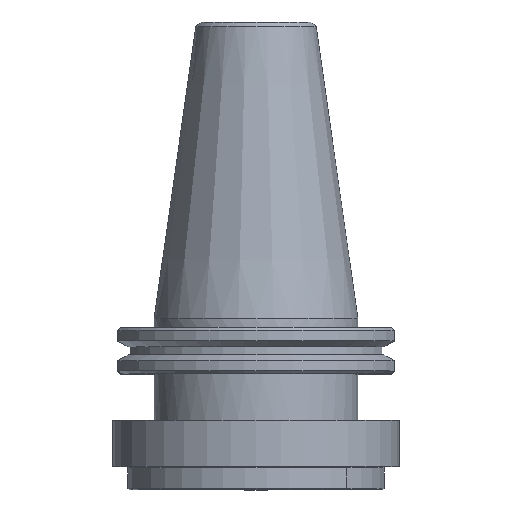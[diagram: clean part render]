
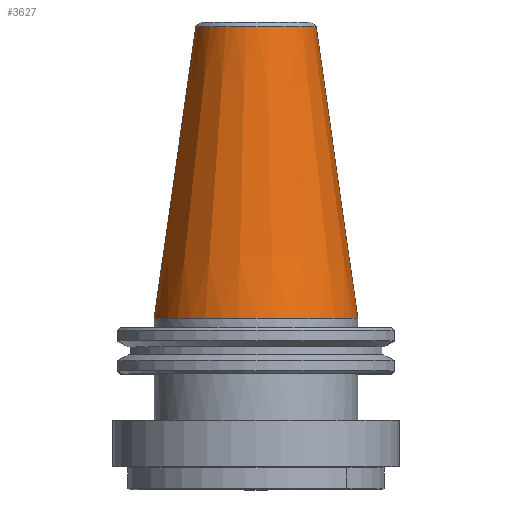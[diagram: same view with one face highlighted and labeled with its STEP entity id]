
A CAD part, top view. The second image highlights one B-rep face of the part: STEP entity #3627.
In plain terms, the highlighted conical face has half-angle 8.131 degrees and reference radius 34.925 mm.
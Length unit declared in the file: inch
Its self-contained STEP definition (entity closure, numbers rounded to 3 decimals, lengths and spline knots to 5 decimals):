
#95 = CIRCLE ( 'NONE', #3102, 0.81235 ) ;
#218 = EDGE_CURVE ( 'NONE', #8469, #3704, #1701, .T. ) ;
#535 = FACE_OUTER_BOUND ( 'NONE', #2850, .T. ) ;
#694 = EDGE_CURVE ( 'NONE', #6467, #5252, #5406, .T. ) ;
#1235 = DIRECTION ( 'NONE',  ( -0.141, -0.99, 0. ) ) ;
#1485 = VECTOR ( 'NONE', #1235, 39.37008 ) ;
#1505 = AXIS2_PLACEMENT_3D ( 'NONE', #3294, #1902, #5407 ) ;
#1701 = LINE ( 'NONE', #7654, #1485 ) ;
#1805 = DIRECTION ( 'NONE',  ( 0., -1., 0. ) ) ;
#1902 = DIRECTION ( 'NONE',  ( 0., -1., 0. ) ) ;
#1919 = EDGE_CURVE ( 'NONE', #6467, #8469, #95, .T. ) ;
#2850 = EDGE_LOOP ( 'NONE', ( #6691, #8757, #8591, #7280 ) ) ;
#2975 = DIRECTION ( 'NONE',  ( 0.141, -0.99, 0. ) ) ;
#3039 = CARTESIAN_POINT ( 'NONE',  ( 1.375, 2., 0. ) ) ;
#3102 = AXIS2_PLACEMENT_3D ( 'NONE', #6029, #1805, #6757 ) ;
#3294 = CARTESIAN_POINT ( 'NONE',  ( 0., 2., 0. ) ) ;
#3339 = CARTESIAN_POINT ( 'NONE',  ( 0., 2., 0. ) ) ;
#3542 = VECTOR ( 'NONE', #2975, 39.37008 ) ;
#3615 = CIRCLE ( 'NONE', #5462, 1.375 ) ;
#3627 = ADVANCED_FACE ( 'NONE', ( #535 ), #7593, .T. ) ;
#3704 = VERTEX_POINT ( 'NONE', #7653 ) ;
#4018 = DIRECTION ( 'NONE',  ( 1., 0., 0. ) ) ;
#5162 = EDGE_CURVE ( 'NONE', #5252, #3704, #3615, .T. ) ;
#5252 = VERTEX_POINT ( 'NONE', #7017 ) ;
#5406 = LINE ( 'NONE', #3039, #3542 ) ;
#5407 = DIRECTION ( 'NONE',  ( 1., 0., 0. ) ) ;
#5462 = AXIS2_PLACEMENT_3D ( 'NONE', #3339, #8269, #4018 ) ;
#6029 = CARTESIAN_POINT ( 'NONE',  ( 0., 5.93803, 0. ) ) ;
#6467 = VERTEX_POINT ( 'NONE', #6474 ) ;
#6474 = CARTESIAN_POINT ( 'NONE',  ( 0.81235, 5.93803, 0. ) ) ;
#6691 = ORIENTED_EDGE ( 'NONE', *, *, #1919, .T. ) ;
#6757 = DIRECTION ( 'NONE',  ( -1., 0., 0. ) ) ;
#7017 = CARTESIAN_POINT ( 'NONE',  ( 1.375, 2., 0. ) ) ;
#7280 = ORIENTED_EDGE ( 'NONE', *, *, #694, .F. ) ;
#7593 = CONICAL_SURFACE ( 'NONE', #1505, 1.375, 0.142 ) ;
#7653 = CARTESIAN_POINT ( 'NONE',  ( -1.375, 2., 0. ) ) ;
#7654 = CARTESIAN_POINT ( 'NONE',  ( -1.375, 2., 0. ) ) ;
#8269 = DIRECTION ( 'NONE',  ( 0., -1., 0. ) ) ;
#8356 = CARTESIAN_POINT ( 'NONE',  ( -0.81235, 5.93803, 0. ) ) ;
#8469 = VERTEX_POINT ( 'NONE', #8356 ) ;
#8591 = ORIENTED_EDGE ( 'NONE', *, *, #5162, .F. ) ;
#8757 = ORIENTED_EDGE ( 'NONE', *, *, #218, .T. ) ;
